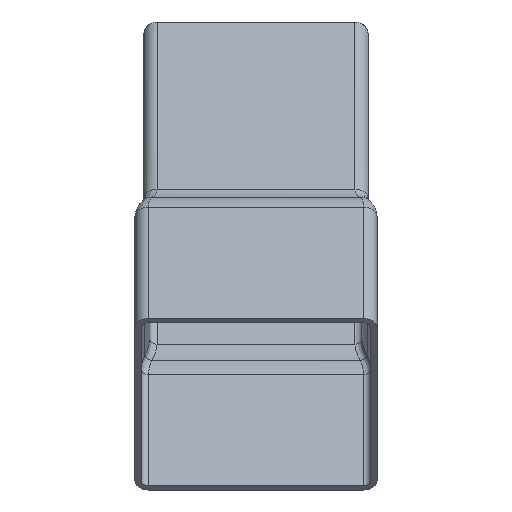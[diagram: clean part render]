
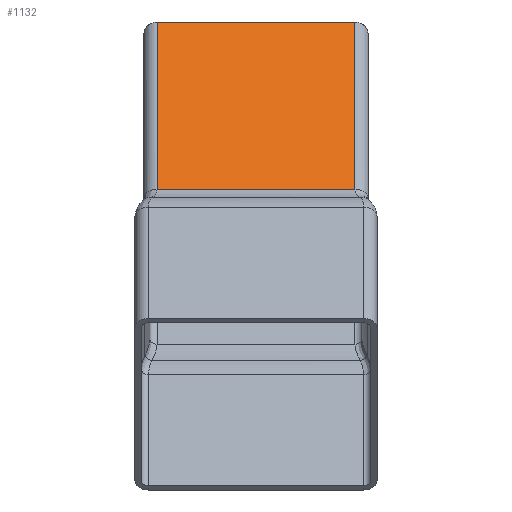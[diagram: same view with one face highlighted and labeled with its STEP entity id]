
A CAD part, top view. The second image highlights one B-rep face of the part: STEP entity #1132.
In plain terms, the highlighted planar face has unit normal (0, 0.707, 0.707).
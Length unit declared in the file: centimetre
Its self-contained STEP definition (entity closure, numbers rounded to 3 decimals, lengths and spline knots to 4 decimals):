
#72=PLANE('',#1507);
#148=FACE_OUTER_BOUND('',#236,.T.);
#236=EDGE_LOOP('',(#972,#973,#974,#975));
#430=VERTEX_POINT('',#2810);
#431=VERTEX_POINT('',#2812);
#437=VERTEX_POINT('',#2919);
#440=VERTEX_POINT('',#2934);
#604=EDGE_CURVE('',#431,#430,#1244,.T.);
#615=EDGE_CURVE('',#431,#437,#1247,.T.);
#621=EDGE_CURVE('',#437,#440,#1252,.T.);
#623=EDGE_CURVE('',#440,#430,#1253,.T.);
#972=ORIENTED_EDGE('',*,*,#615,.F.);
#973=ORIENTED_EDGE('',*,*,#604,.T.);
#974=ORIENTED_EDGE('',*,*,#623,.F.);
#975=ORIENTED_EDGE('',*,*,#621,.F.);
#1132=ADVANCED_FACE('',(#148),#72,.T.);
#1244=LINE('',#2813,#1351);
#1247=LINE('',#2923,#1354);
#1252=LINE('',#2935,#1359);
#1253=LINE('',#2938,#1360);
#1351=VECTOR('',#1861,1.);
#1354=VECTOR('',#1884,1.);
#1359=VECTOR('',#1897,15.);
#1360=VECTOR('',#1902,1.);
#1507=AXIS2_PLACEMENT_3D('',#2937,#1900,#1901);
#1861=DIRECTION('',(-1.,0.,0.));
#1884=DIRECTION('',(0.,-0.707,0.707));
#1897=DIRECTION('',(-1.,0.,0.));
#1900=DIRECTION('center_axis',(0.,0.707,0.707));
#1901=DIRECTION('ref_axis',(-1.,0.,0.));
#1902=DIRECTION('',(0.,0.707,-0.707));
#2810=CARTESIAN_POINT('',(-44.,50.,170.7107));
#2812=CARTESIAN_POINT('',(44.,50.,170.7107));
#2813=CARTESIAN_POINT('',(0.,50.,170.7107));
#2919=CARTESIAN_POINT('',(44.,-24.5056,245.2163));
#2923=CARTESIAN_POINT('',(44.,169.7056,51.0051));
#2934=CARTESIAN_POINT('',(-44.,-24.5056,245.2163));
#2935=CARTESIAN_POINT('',(-53.85,-24.5056,245.2163));
#2937=CARTESIAN_POINT('Origin',(50.,169.7056,51.0051));
#2938=CARTESIAN_POINT('',(-44.,169.7056,51.0051));
